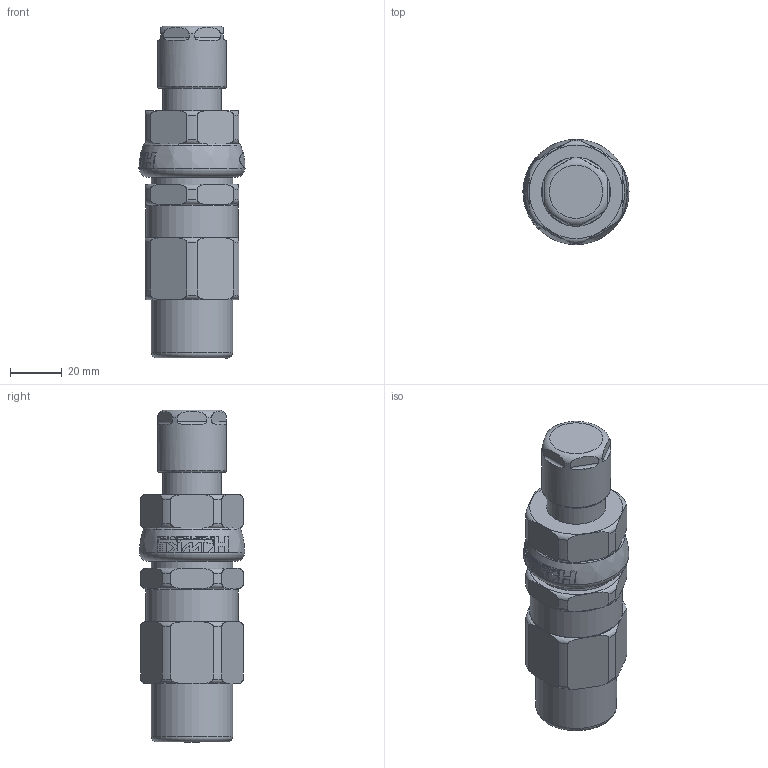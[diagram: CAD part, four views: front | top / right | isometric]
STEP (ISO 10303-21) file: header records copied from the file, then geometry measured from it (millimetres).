
FILE_DESCRIPTION(/* description */ (''),/* implementation_level */ '2;1');
FILE_NAME(/* name */ '620193.stp',/* time_stamp */ '2022-03-14T12:45:24+05:00',/* author */ ('vinaykumark'),/* organization */ (''),/* preprocessor_version */ 'ST-DEVELOPER v18',/* originating_system */ 'Autodesk Inventor 2020',/* authorisation */ '');
FILE_SCHEMA (('AUTOMOTIVE_DESIGN { 1 0 10303 214 3 1 1 }'));
Products named in the file (1): 620185
Bounding box: 40.8 x 40.5 x 127.73 mm (x, y, z)
Volume: 181278.9 mm3; surface area: 57384.3 mm2
Topology: 24 solids, 24 shells, 1518 faces, 4263 edges, 2802 vertices
Faces by surface type: plane 631, torus 240, cylinder 235, bspline 204, cone 192, sphere 16
Full cylindrical faces by diameter (mm): 1.84 x1, 2.3 x1, 3.5 x6, 5.8 x6, 16 x1, 18 x1, 19 x3, 22.6 x1, 23 x1, 24 x1, 26.5 x1, 27 x1, 29.7 x1, 30.2 x1, 31.2 x4, 31.75 x1, 33.24 x1, 35.5 x1, 35.65 x1
Entity records: 57603 total; most frequent: CARTESIAN_POINT 19318, ORIENTED_EDGE 8440, DIRECTION 6864, EDGE_CURVE 4220, VERTEX_POINT 2790, AXIS2_PLACEMENT_3D 2666, EDGE_LOOP 1564, STYLED_ITEM 1540
